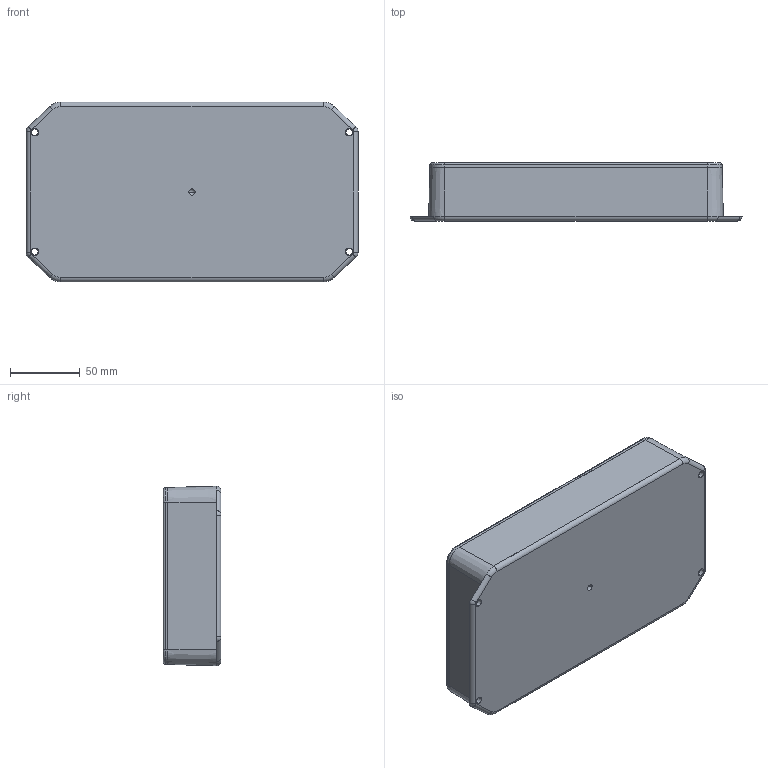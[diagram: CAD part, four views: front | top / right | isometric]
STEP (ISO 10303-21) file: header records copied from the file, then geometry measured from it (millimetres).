
FILE_DESCRIPTION (( 'STEP AP203' ), '1' );
FILE_NAME ('DC-57FMBYT.step', '2017-05-31T16:10:59', ( '' ), ( '' ), 'SwSTEP 2.0', 'SolidWorks 2016', '' );
FILE_SCHEMA (( 'CONFIG_CONTROL_DESIGN' ));
Length unit declared in the file: inch
Products named in the file (5): DC-57B-PCB; SCREWS-DC2-BR; DC-58C_DC-58C-T; DC-57B_DC-57BFMBY; DC-57FMBYT
Assembly tree (9 placements, depth 2):
  DC-57FMBYT
    DC-57B_DC-57BFMBY
    DC-58C_DC-58C-T
    SCREWS-DC2-BR  x6
    DC-57B-PCB
Bounding box: 238.13 x 41.53 x 128.83 mm (x, y, z)
Volume: 312207.5 mm3; surface area: 224378.9 mm2
Topology: 15 solids, 15 shells, 675 faces, 1591 edges, 1024 vertices
Faces by surface type: plane 262, cylinder 205, cone 160, torus 32, sphere 16
Entity records: 16470 total; most frequent: DIRECTION 2961, CARTESIAN_POINT 2919, ORIENTED_EDGE 2482, EDGE_CURVE 1241, AXIS2_PLACEMENT_3D 1204, VERTEX_POINT 794, EDGE_LOOP 661, CIRCLE 652
